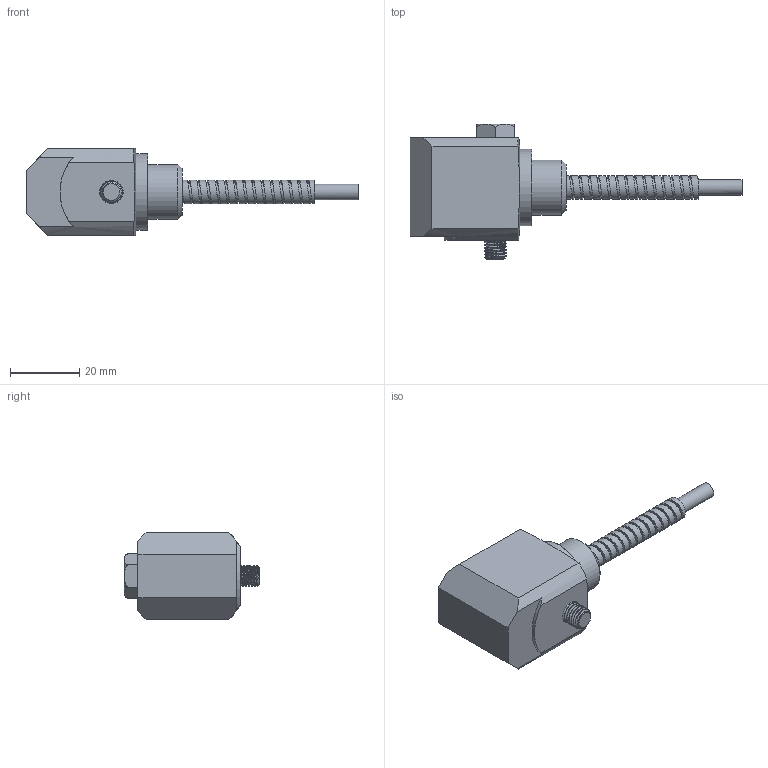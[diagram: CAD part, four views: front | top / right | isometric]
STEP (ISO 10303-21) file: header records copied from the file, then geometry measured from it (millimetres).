
FILE_DESCRIPTION(/* description */ (''),/* implementation_level */ '2;1');
FILE_NAME(/* name */ 'MASTER_TALL_SIDE_EXIT_ARMOR_STANDARD.stp',/* time_stamp */ '2017-04-26T17:58:39-04:00',/* author */ ('aneininger'),/* organization */ (''),/* preprocessor_version */ 'ST-DEVELOPER v16.5',/* originating_system */ 'Autodesk Inventor 2017',/* authorisation */ '');
FILE_SCHEMA (('AUTOMOTIVE_DESIGN { 1 0 10303 214 3 1 1 }'));
Length unit declared in the file: inch
Products named in the file (3): MASTER_TALL_SIDE_EXIT_ARMOR_STANDARD_STEP; MASTER_TALL_SIDE_EXIT_ARMOR_STANDARD; ACP32146
Assembly tree (2 placements, depth 2):
  MASTER_TALL_SIDE_EXIT_ARMOR_STANDARD_STEP
    MASTER_TALL_SIDE_EXIT_ARMOR_STANDARD
    ACP32146
Bounding box: 95.83 x 39.07 x 25.15 mm (x, y, z)
Volume: 17506.7 mm3; surface area: 13018.6 mm2
Topology: 2 solids, 2 shells, 310 faces, 660 edges, 431 vertices
Faces by surface type: plane 143, cylinder 106, bspline 38, cone 20, torus 3
Full cylindrical faces by diameter (mm): 0.127 x19, 0.203 x38, 1.27 x1, 1.413 x2, 2.381 x1, 2.89 x1, 3.302 x1, 4.039 x2, 4.496 x12, 4.762 x1, 4.953 x1, 4.978 x1, 6.756 x1, 11.43 x1, 13.335 x1, 15.875 x1, 18.821 x1, 18.923 x2, 19.304 x1, 22.047 x1
Entity records: 19021 total; most frequent: CARTESIAN_POINT 12846, DIRECTION 1143, ORIENTED_EDGE 1010, EDGE_CURVE 505, EDGE_LOOP 478, AXIS2_PLACEMENT_3D 478, VERTEX_POINT 389, FACE_OUTER_BOUND 297
